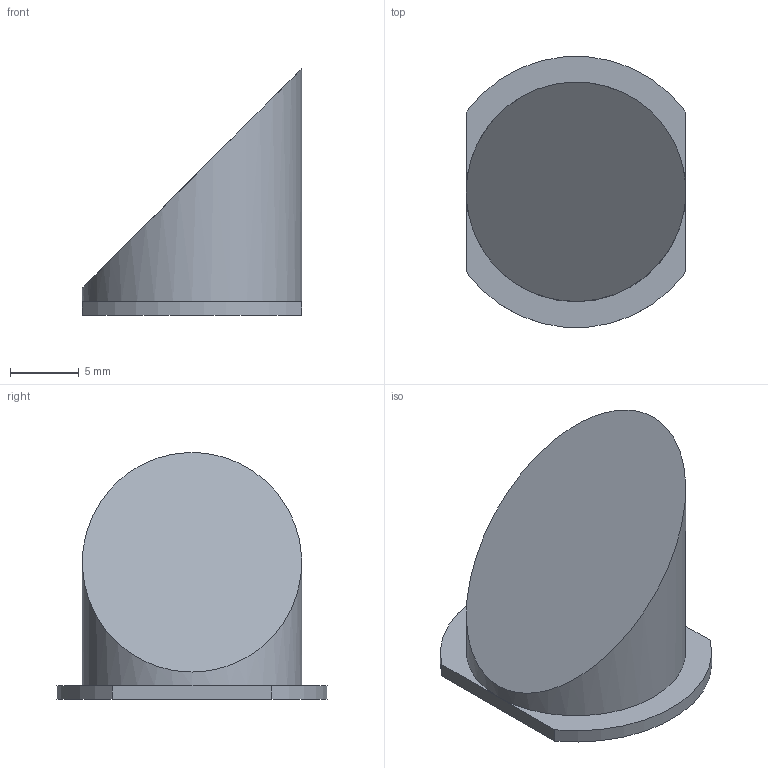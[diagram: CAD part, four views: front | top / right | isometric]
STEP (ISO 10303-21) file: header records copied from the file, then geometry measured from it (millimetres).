
FILE_DESCRIPTION(('Open CASCADE Model'),'2;1');
FILE_NAME('Open CASCADE Shape Model','2025-09-14T18:01:55',('Author'),( 'Open CASCADE'),'Open CASCADE STEP processor 7.7','Open CASCADE 7.7' ,'Unknown');
FILE_SCHEMA(('AUTOMOTIVE_DESIGN { 1 0 10303 214 1 1 1 1 }'));
Length unit declared in the file: millimetre
Products named in the file (1): Open CASCADE STEP translator 7.7 183
Bounding box: 16 x 19.73 x 18 mm (x, y, z)
Volume: 2052.9 mm3; surface area: 1206.7 mm2
Topology: 1 solids, 1 shells, 11 faces, 22 edges, 14 vertices
Faces by surface type: plane 7, cylinder 4
Full cylindrical faces by diameter (mm): 2.5 x1, 16 x1
Entity records: 624 total; most frequent: CARTESIAN_POINT 166, DIRECTION 82, ORIENTED_EDGE 44, PCURVE 44, DEFINITIONAL_REPRESENTATION 44, LINE 28, VECTOR 28, AXIS2_PLACEMENT_3D 22
